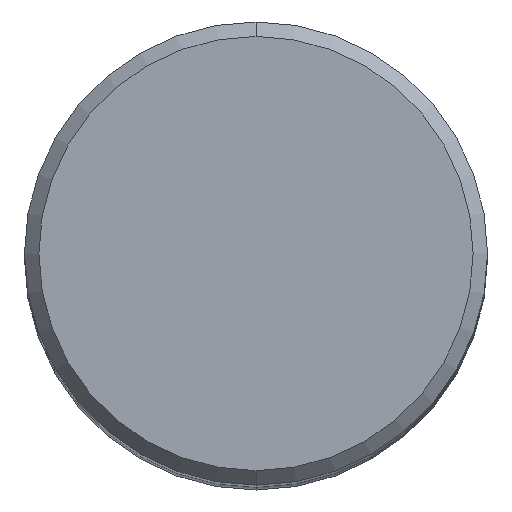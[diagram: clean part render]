
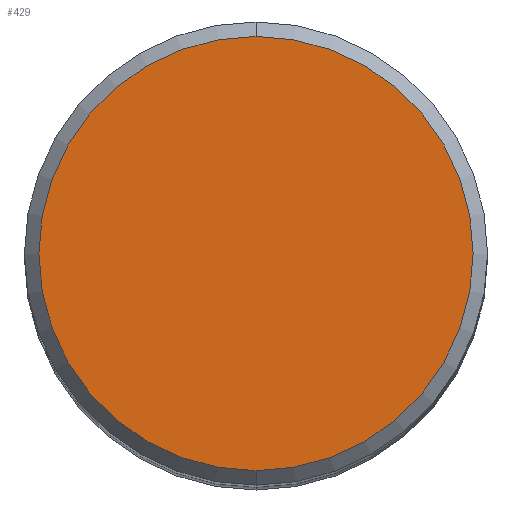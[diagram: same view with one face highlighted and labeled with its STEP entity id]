
A CAD part, top view. The second image highlights one B-rep face of the part: STEP entity #429.
In plain terms, the highlighted planar face has unit normal (0, 0, 1).
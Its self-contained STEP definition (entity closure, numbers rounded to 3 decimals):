
#273=VERTEX_POINT('',#602);
#291=EDGE_CURVE('',#273,#335,#622,.T.);
#335=VERTEX_POINT('',#669);
#355=EDGE_CURVE('',#335,#273,#691,.T.);
#429=ADVANCED_FACE('',(#772),#773,.T.);
#602=CARTESIAN_POINT('',(0.0,15.0,0.0));
#622=CIRCLE('',#1097,15.0);
#669=CARTESIAN_POINT('',(0.,-15.0,0.0));
#691=CIRCLE('',#1278,15.0);
#772=FACE_OUTER_BOUND('',#1425,.T.);
#773=PLANE('',#1426);
#1097=AXIS2_PLACEMENT_3D('',#1686,#1687,#1688);
#1278=AXIS2_PLACEMENT_3D('',#1753,#1754,#1755);
#1425=EDGE_LOOP('',(#1859,#1860));
#1426=AXIS2_PLACEMENT_3D('',#1861,#1862,#1863);
#1686=CARTESIAN_POINT('',(0.0,0.0,0.0));
#1687=DIRECTION('',(0.0,0.0,-1.0));
#1688=DIRECTION('',(0.0,1.0,0.0));
#1753=CARTESIAN_POINT('',(0.0,0.0,0.0));
#1754=DIRECTION('',(0.0,0.0,-1.0));
#1755=DIRECTION('',(0.0,1.0,0.0));
#1859=ORIENTED_EDGE('',*,*,#291,.F.);
#1860=ORIENTED_EDGE('',*,*,#355,.F.);
#1861=CARTESIAN_POINT('',(0.0,7.5,0.0));
#1862=DIRECTION('',(-0.0,0.0,1.0));
#1863=DIRECTION('',(0.0,-1.0,0.0));
